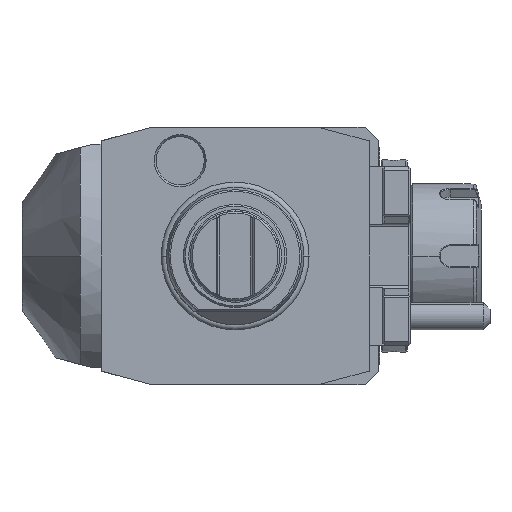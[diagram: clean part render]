
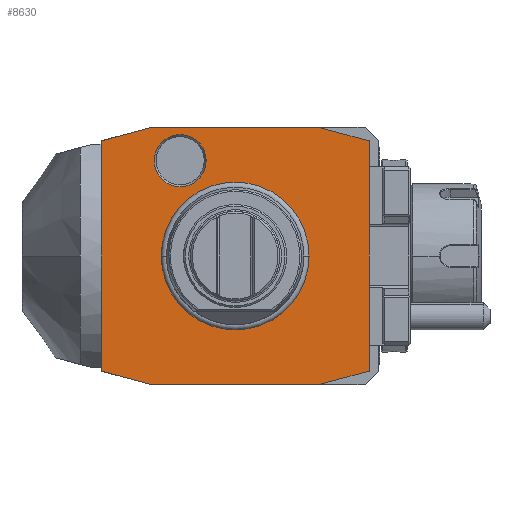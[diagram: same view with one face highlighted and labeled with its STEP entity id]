
A CAD part, front view. The second image highlights one B-rep face of the part: STEP entity #8630.
In plain terms, the highlighted planar face has unit normal (0, -1, 0).
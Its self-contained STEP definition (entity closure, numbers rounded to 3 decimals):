
#1=DIRECTION('',(0.966,0.,-0.259));
#2=VECTOR('',#1,15.529);
#3=CARTESIAN_POINT('',(-39.,0.,-33.481));
#4=LINE('',#3,#2);
#5=DIRECTION('',(0.,0.,-1.));
#6=VECTOR('',#5,66.962);
#7=CARTESIAN_POINT('',(-39.,0.,33.481));
#8=LINE('',#7,#6);
#9=DIRECTION('',(-0.966,0.,-0.259));
#10=VECTOR('',#9,15.529);
#11=CARTESIAN_POINT('',(-24.,0.,37.5));
#12=LINE('',#11,#10);
#13=DIRECTION('',(-1.,0.,0.));
#14=VECTOR('',#13,48.);
#15=CARTESIAN_POINT('',(24.,0.,37.5));
#16=LINE('',#15,#14);
#17=DIRECTION('',(-0.966,0.,0.259));
#18=VECTOR('',#17,15.529);
#19=CARTESIAN_POINT('',(39.,0.,33.481));
#20=LINE('',#19,#18);
#21=DIRECTION('',(0.,0.,1.));
#22=VECTOR('',#21,66.962);
#23=CARTESIAN_POINT('',(39.,0.,-33.481));
#24=LINE('',#23,#22);
#25=DIRECTION('',(0.966,0.,0.259));
#26=VECTOR('',#25,15.529);
#27=CARTESIAN_POINT('',(24.,0.,-37.5));
#28=LINE('',#27,#26);
#29=DIRECTION('',(1.,0.,0.));
#30=VECTOR('',#29,48.);
#31=CARTESIAN_POINT('',(-24.,0.,-37.5));
#32=LINE('',#31,#30);
#33=CARTESIAN_POINT('',(-16.,0.,27.713));
#34=DIRECTION('',(0.,1.,0.));
#35=DIRECTION('',(1.,0.,0.));
#36=AXIS2_PLACEMENT_3D('',#33,#34,#35);
#38=CARTESIAN_POINT('',(-16.,0.,27.713));
#39=DIRECTION('',(0.,1.,0.));
#40=DIRECTION('',(-1.,0.,0.));
#41=AXIS2_PLACEMENT_3D('',#38,#39,#40);
#5629=CARTESIAN_POINT('',(0.,0.,0.));
#5630=DIRECTION('',(0.,-1.,0.));
#5631=DIRECTION('',(1.,0.,0.));
#5632=AXIS2_PLACEMENT_3D('',#5629,#5630,#5631);
#5634=CARTESIAN_POINT('',(0.,0.,0.));
#5635=DIRECTION('',(0.,-1.,0.));
#5636=DIRECTION('',(-1.,0.,0.));
#5637=AXIS2_PLACEMENT_3D('',#5634,#5635,#5636);
#7712=CARTESIAN_POINT('',(-8.423,0.,
27.713));
#7713=CARTESIAN_POINT('',(-23.577,0.,
27.713));
#7714=VERTEX_POINT('',#7712);
#7715=VERTEX_POINT('',#7713);
#8433=CARTESIAN_POINT('',(-39.,0.,-33.481));
#8434=CARTESIAN_POINT('',(-24.,0.,-37.5));
#8435=VERTEX_POINT('',#8433);
#8436=VERTEX_POINT('',#8434);
#8437=CARTESIAN_POINT('',(24.,0.,-37.5));
#8438=VERTEX_POINT('',#8437);
#8439=CARTESIAN_POINT('',(39.,0.,-33.481));
#8440=VERTEX_POINT('',#8439);
#8441=CARTESIAN_POINT('',(39.,0.,33.481));
#8442=VERTEX_POINT('',#8441);
#8443=CARTESIAN_POINT('',(24.,0.,37.5));
#8444=VERTEX_POINT('',#8443);
#8445=CARTESIAN_POINT('',(-24.,0.,37.5));
#8446=VERTEX_POINT('',#8445);
#8447=CARTESIAN_POINT('',(-39.,0.,33.481));
#8448=VERTEX_POINT('',#8447);
#8461=CARTESIAN_POINT('',(21.137,0.,0.));
#8462=CARTESIAN_POINT('',(-21.137,0.,0.));
#8463=VERTEX_POINT('',#8461);
#8464=VERTEX_POINT('',#8462);
#8595=CARTESIAN_POINT('',(0.,0.,0.));
#8596=DIRECTION('',(0.,-1.,0.));
#8597=DIRECTION('',(-1.,0.,0.));
#8598=AXIS2_PLACEMENT_3D('',#8595,#8596,#8597);
#8599=PLANE('',#8598);
#8601=ORIENTED_EDGE('',*,*,#8600,.F.);
#8603=ORIENTED_EDGE('',*,*,#8602,.F.);
#8605=ORIENTED_EDGE('',*,*,#8604,.F.);
#8607=ORIENTED_EDGE('',*,*,#8606,.F.);
#8609=ORIENTED_EDGE('',*,*,#8608,.F.);
#8611=ORIENTED_EDGE('',*,*,#8610,.F.);
#8613=ORIENTED_EDGE('',*,*,#8612,.F.);
#8615=ORIENTED_EDGE('',*,*,#8614,.F.);
#8616=EDGE_LOOP('',(#8601,#8603,#8605,#8607,#8609,#8611,#8613,#8615));
#8617=FACE_OUTER_BOUND('',#8616,.F.);
#8619=ORIENTED_EDGE('',*,*,#8618,.T.);
#8621=ORIENTED_EDGE('',*,*,#8620,.T.);
#8622=EDGE_LOOP('',(#8619,#8621));
#8623=FACE_BOUND('',#8622,.F.);
#8625=ORIENTED_EDGE('',*,*,#8624,.F.);
#8627=ORIENTED_EDGE('',*,*,#8626,.F.);
#8628=EDGE_LOOP('',(#8625,#8627));
#8629=FACE_BOUND('',#8628,.F.);
#37=CIRCLE('',#36,7.577);
#42=CIRCLE('',#41,7.577);
#5633=CIRCLE('',#5632,21.137);
#5638=CIRCLE('',#5637,21.137);
#8600=EDGE_CURVE('',#8435,#8436,#4,.T.);
#8602=EDGE_CURVE('',#8448,#8435,#8,.T.);
#8604=EDGE_CURVE('',#8446,#8448,#12,.T.);
#8606=EDGE_CURVE('',#8444,#8446,#16,.T.);
#8608=EDGE_CURVE('',#8442,#8444,#20,.T.);
#8610=EDGE_CURVE('',#8440,#8442,#24,.T.);
#8612=EDGE_CURVE('',#8438,#8440,#28,.T.);
#8614=EDGE_CURVE('',#8436,#8438,#32,.T.);
#8618=EDGE_CURVE('',#8463,#8464,#5633,.T.);
#8620=EDGE_CURVE('',#8464,#8463,#5638,.T.);
#8624=EDGE_CURVE('',#7714,#7715,#37,.T.);
#8626=EDGE_CURVE('',#7715,#7714,#42,.T.);
#8630=ADVANCED_FACE('',(#8617,#8623,#8629),#8599,.T.);
